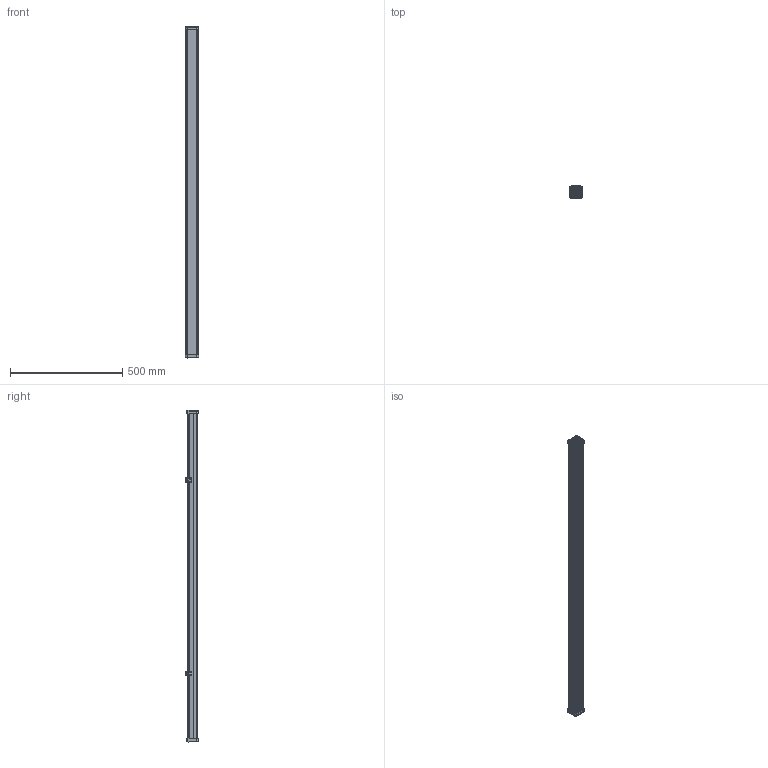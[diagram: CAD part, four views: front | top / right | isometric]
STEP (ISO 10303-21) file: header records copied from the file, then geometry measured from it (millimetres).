
FILE_DESCRIPTION (( 'STEP AP214' ), '1' );
FILE_NAME ('PRACHT_KATLA ONE_3D_1485.STEP', '2023-06-22T09:18:47', ( '' ), ( '' ), 'SwSTEP 2.0', 'SolidWorks 2022', '' );
FILE_SCHEMA (( 'AUTOMOTIVE_DESIGN' ));
Length unit declared in the file: millimetre
Products named in the file (8): PP0000_000007_Befestigungsklammer Nirosta_aufgebogen; PP0223_000002_Endkappe geschlossen; PP0223_001004_Endkappe mit Schraubdomen; PP0223_001002_Aufnahme Endkappe; PP0000_000001_KATLA PPR200 Profil_0705161_1469mm_für 1500mm; PP0223_001000_Endkappe anschlussseitig vormontiert; 0690059_Würgestopfen Katla IP66_0690059; PRACHT_KATLA ONE_3D_1485
Assembly tree (8 placements, depth 3):
  PRACHT_KATLA ONE_3D_1485
    PP0000_000001_KATLA PPR200 Profil_0705161_1469mm_für 1500mm
    PP0223_001000_Endkappe anschlussseitig vormontiert
      PP0223_001002_Aufnahme Endkappe
      PP0223_001004_Endkappe mit Schraubdomen
      0690059_Würgestopfen Katla IP66_0690059
    PP0223_000002_Endkappe geschlossen
    PP0000_000007_Befestigungsklammer Nirosta_aufgebogen  x2
Bounding box: 58.88 x 57.04 x 1480 mm (x, y, z)
Volume: 423965.8 mm3; surface area: 627440.6 mm2
Topology: 7 solids, 7 shells, 2672 faces, 7439 edges, 4934 vertices
Faces by surface type: plane 2079, cylinder 354, cone 161, bspline 50, torus 28
Entity records: 84805 total; most frequent: CARTESIAN_POINT 18494, ORIENTED_EDGE 14282, DIRECTION 12854, EDGE_CURVE 7141, VECTOR 5722, LINE 5722, VERTEX_POINT 4738, AXIS2_PLACEMENT_3D 3566
